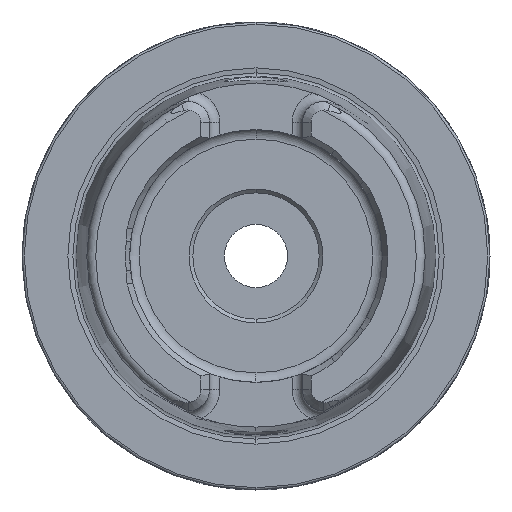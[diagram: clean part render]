
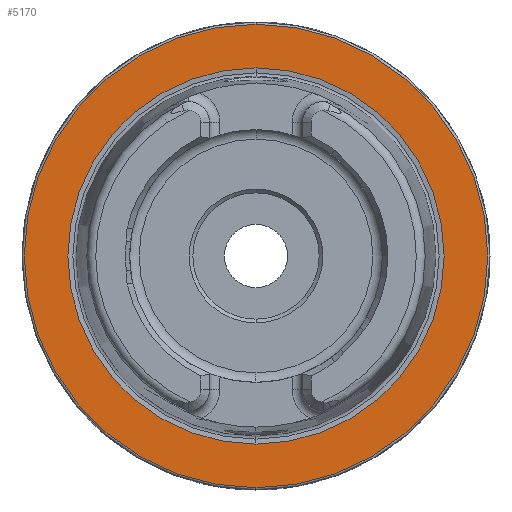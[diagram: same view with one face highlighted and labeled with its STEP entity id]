
A CAD part, left-side view. The second image highlights one B-rep face of the part: STEP entity #5170.
In plain terms, the highlighted planar face has unit normal (-1, 0, 0).
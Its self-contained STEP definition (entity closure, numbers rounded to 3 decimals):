
#1045 = ORIENTED_EDGE ( 'NONE', *, *, #11111, .T. ) ;
#1046 = ORIENTED_EDGE ( 'NONE', *, *, #10835, .T. ) ;
#1047 = ORIENTED_EDGE ( 'NONE', *, *, #10831, .F. ) ;
#1048 = ORIENTED_EDGE ( 'NONE', *, *, #11112, .F. ) ;
#1653 = CARTESIAN_POINT ( 'NONE',  ( 0., 0., 0. ) ) ;
#1654 = DIRECTION ( 'NONE',  ( -1., 0., 0. ) ) ;
#1655 = DIRECTION ( 'NONE',  ( 0., 0., 1. ) ) ;
#1656 = CARTESIAN_POINT ( 'NONE',  ( 0., 0., 0. ) ) ;
#1657 = DIRECTION ( 'NONE',  ( -1., 0., 0. ) ) ;
#1658 = DIRECTION ( 'NONE',  ( 0., 0., 1. ) ) ;
#2053 = EDGE_LOOP ( 'NONE', ( #1046, #1045 ) ) ;
#2201 = VERTEX_POINT ( 'NONE', #4346 ) ;
#2202 = VERTEX_POINT ( 'NONE', #4347 ) ;
#2204 = VERTEX_POINT ( 'NONE', #4349 ) ;
#2209 = VERTEX_POINT ( 'NONE', #4354 ) ;
#2346 = EDGE_LOOP ( 'NONE', ( #1048, #1047 ) ) ;
#3471 = FACE_BOUND ( 'NONE', #2346, .T. ) ;
#3474 = DIRECTION ( 'NONE',  ( 1., 0., 0. ) ) ;
#3476 = CARTESIAN_POINT ( 'NONE',  ( 0., 31.2, 0. ) ) ;
#3478 = FACE_OUTER_BOUND ( 'NONE', #2053, .T. ) ;
#3479 = PLANE ( 'NONE',  #3594 ) ;
#3481 = DIRECTION ( 'NONE',  ( 0., 0., -1. ) ) ;
#3594 = AXIS2_PLACEMENT_3D ( 'NONE', #3476, #3474, #3481 ) ;
#4346 = CARTESIAN_POINT ( 'NONE',  ( 0., 0., -31.2 ) ) ;
#4347 = CARTESIAN_POINT ( 'NONE',  ( 0., 0., 31.2 ) ) ;
#4349 = CARTESIAN_POINT ( 'NONE',  ( 0., 0., 25.324 ) ) ;
#4354 = CARTESIAN_POINT ( 'NONE',  ( 0., 0., -25.324 ) ) ;
#5170 = ADVANCED_FACE ( 'NONE', ( #3471, #3478 ), #3479, .F. ) ;
#7249 = CARTESIAN_POINT ( 'NONE',  ( 0., 0., 0. ) ) ;
#7250 = DIRECTION ( 'NONE',  ( -1., 0., 0. ) ) ;
#7251 = DIRECTION ( 'NONE',  ( 0., 0., 1. ) ) ;
#7261 = CARTESIAN_POINT ( 'NONE',  ( 0., 0., 0. ) ) ;
#7262 = DIRECTION ( 'NONE',  ( -1., 0., 0. ) ) ;
#7263 = DIRECTION ( 'NONE',  ( 0., 0., 1. ) ) ;
#10831 = EDGE_CURVE ( 'NONE', #2209, #2204, #11178, .T. ) ;
#10835 = EDGE_CURVE ( 'NONE', #2202, #2201, #11183, .T. ) ;
#11111 = EDGE_CURVE ( 'NONE', #2201, #2202, #11405, .T. ) ;
#11112 = EDGE_CURVE ( 'NONE', #2204, #2209, #11407, .T. ) ;
#11178 = CIRCLE ( 'NONE', #11179, 25.324 ) ;
#11179 = AXIS2_PLACEMENT_3D ( 'NONE', #7249, #7250, #7251 ) ;
#11183 = CIRCLE ( 'NONE', #11186, 31.2 ) ;
#11186 = AXIS2_PLACEMENT_3D ( 'NONE', #7261, #7262, #7263 ) ;
#11405 = CIRCLE ( 'NONE', #11408, 31.2 ) ;
#11407 = CIRCLE ( 'NONE', #11410, 25.324 ) ;
#11408 = AXIS2_PLACEMENT_3D ( 'NONE', #1653, #1654, #1655 ) ;
#11410 = AXIS2_PLACEMENT_3D ( 'NONE', #1656, #1657, #1658 ) ;
